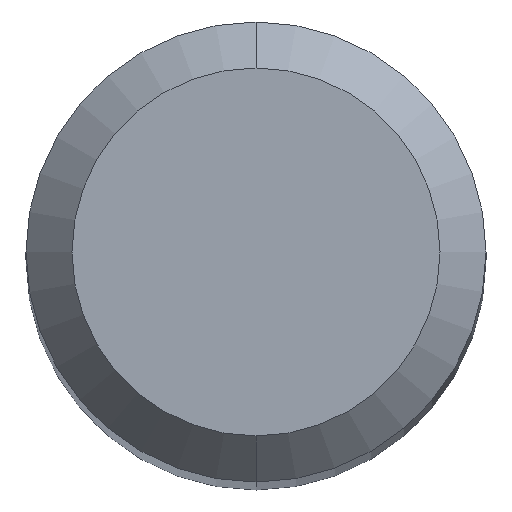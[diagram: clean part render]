
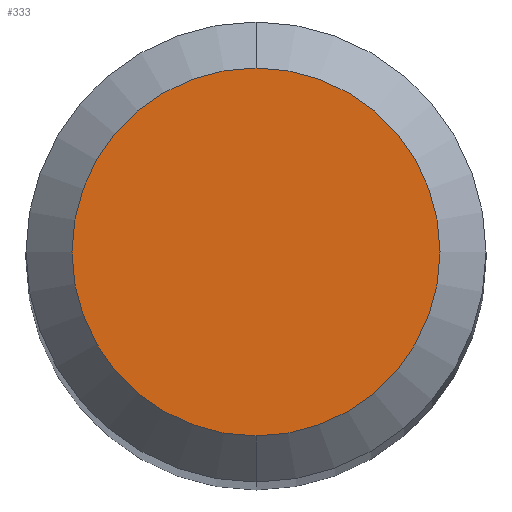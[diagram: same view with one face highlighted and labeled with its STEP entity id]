
A CAD part, top view. The second image highlights one B-rep face of the part: STEP entity #333.
In plain terms, the highlighted planar face has unit normal (0, 0, 1).
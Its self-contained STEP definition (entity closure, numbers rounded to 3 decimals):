
#333=ADVANCED_FACE('',(#658),#659,.T.);
#347=EDGE_CURVE('',#355,#401,#675,.T.);
#355=VERTEX_POINT('',#683);
#401=VERTEX_POINT('',#731);
#457=EDGE_CURVE('',#401,#355,#793,.T.);
#658=FACE_OUTER_BOUND('',#1127,.T.);
#659=PLANE('',#1128);
#675=CIRCLE('',#1148,1.2);
#683=CARTESIAN_POINT('',(0.0,1.2,0.0));
#731=CARTESIAN_POINT('',(0.,-1.2,0.0));
#793=CIRCLE('',#1435,1.2);
#1127=EDGE_LOOP('',(#1651,#1652));
#1128=AXIS2_PLACEMENT_3D('',#1653,#1654,#1655);
#1148=AXIS2_PLACEMENT_3D('',#1689,#1690,#1691);
#1435=AXIS2_PLACEMENT_3D('',#1791,#1792,#1793);
#1651=ORIENTED_EDGE('',*,*,#347,.F.);
#1652=ORIENTED_EDGE('',*,*,#457,.F.);
#1653=CARTESIAN_POINT('',(0.0,0.6,0.0));
#1654=DIRECTION('',(-0.0,0.0,1.0));
#1655=DIRECTION('',(0.0,-1.0,0.0));
#1689=CARTESIAN_POINT('',(0.0,0.0,0.0));
#1690=DIRECTION('',(0.0,0.0,-1.0));
#1691=DIRECTION('',(0.0,1.0,0.0));
#1791=CARTESIAN_POINT('',(0.0,0.0,0.0));
#1792=DIRECTION('',(0.0,0.0,-1.0));
#1793=DIRECTION('',(0.0,1.0,0.0));
